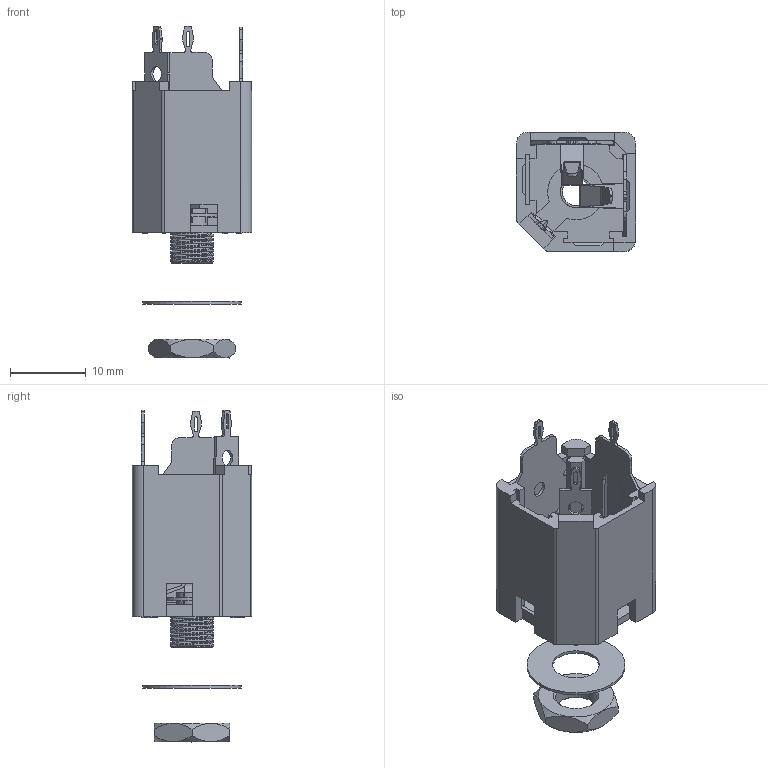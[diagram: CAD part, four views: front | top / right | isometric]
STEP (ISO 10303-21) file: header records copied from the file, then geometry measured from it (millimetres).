
FILE_DESCRIPTION((''),'2;1');
FILE_NAME('ACJS-MV35-3.stp','2010-07-14T10:10:31',('minh'),(''),'Autodesk Inventor 10','Autodesk Inventor 10','');
FILE_SCHEMA(('AUTOMOTIVE_DESIGN { 1 0 10303 214 1 1 1 1 }'));
Length unit declared in the file: millimetre
Products named in the file (8): ACJS-MV35-3; 53480055_531; 50300152_321; 50300150_321; 50300149_321; 50300162_322; 52770010-321; 52170053-321
Assembly tree (7 placements, depth 2):
  ACJS-MV35-3
    53480055_531
    50300152_321
    50300150_321
    50300149_321
    50300162_322
    52770010-321
    52170053-321
Bounding box: 15.76 x 15.76 x 43.9 mm (x, y, z)
Volume: 2027.2 mm3; surface area: 4772.7 mm2
Topology: 7 solids, 7 shells, 424 faces, 1237 edges, 825 vertices
Faces by surface type: plane 302, cylinder 66, bspline 38, sphere 12, cone 6
Full cylindrical faces by diameter (mm): 0.3 x6, 2 x2, 3 x1, 3.6 x1, 4.05 x1, 4.1 x2, 5.459 x1, 6.2 x1, 13 x1
Entity records: 17868 total; most frequent: CARTESIAN_POINT 6855, ORIENTED_EDGE 2344, DIRECTION 2047, EDGE_CURVE 1172, VECTOR 907, LINE 907, VERTEX_POINT 795, AXIS2_PLACEMENT_3D 570
